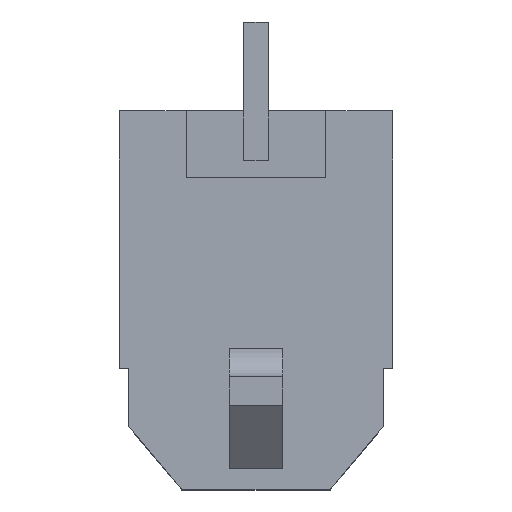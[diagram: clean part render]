
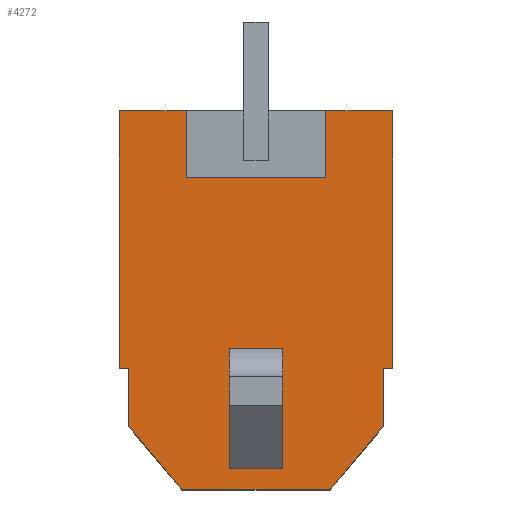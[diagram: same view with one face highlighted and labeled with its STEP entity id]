
A CAD part, top view. The second image highlights one B-rep face of the part: STEP entity #4272.
In plain terms, the highlighted planar face has unit normal (0, 0, 1).
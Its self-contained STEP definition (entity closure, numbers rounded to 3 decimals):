
#80 = VERTEX_POINT('',#81);
#81 = CARTESIAN_POINT('',(-3.325,-1.41,7.45));
#87 = EDGE_CURVE('',#80,#88,#90,.T.);
#88 = VERTEX_POINT('',#89);
#89 = CARTESIAN_POINT('',(-3.325,-2.93,7.45));
#90 = LINE('',#91,#92);
#91 = CARTESIAN_POINT('',(-3.325,-1.41,7.45));
#92 = VECTOR('',#93,1.);
#93 = DIRECTION('',(0.,-1.,0.));
#205 = VERTEX_POINT('',#206);
#206 = CARTESIAN_POINT('',(-3.575,-1.41,7.45));
#212 = EDGE_CURVE('',#205,#80,#213,.T.);
#213 = LINE('',#214,#215);
#214 = CARTESIAN_POINT('',(-3.575,-1.41,7.45));
#215 = VECTOR('',#216,1.);
#216 = DIRECTION('',(1.,0.,0.));
#476 = VERTEX_POINT('',#477);
#477 = CARTESIAN_POINT('',(3.325,-1.41,7.45));
#483 = EDGE_CURVE('',#476,#484,#486,.T.);
#484 = VERTEX_POINT('',#485);
#485 = CARTESIAN_POINT('',(3.575,-1.41,7.45));
#486 = LINE('',#487,#488);
#487 = CARTESIAN_POINT('',(3.325,-1.41,7.45));
#488 = VECTOR('',#489,1.);
#489 = DIRECTION('',(1.,0.,0.));
#610 = VERTEX_POINT('',#611);
#611 = CARTESIAN_POINT('',(3.325,-2.93,7.45));
#617 = EDGE_CURVE('',#476,#610,#618,.T.);
#618 = LINE('',#619,#620);
#619 = CARTESIAN_POINT('',(3.325,-1.41,7.45));
#620 = VECTOR('',#621,1.);
#621 = DIRECTION('',(0.,-1.,0.));
#1578 = VERTEX_POINT('',#1579);
#1579 = CARTESIAN_POINT('',(-3.575,5.33,7.45));
#1585 = EDGE_CURVE('',#1578,#205,#1586,.T.);
#1586 = LINE('',#1587,#1588);
#1587 = CARTESIAN_POINT('',(-3.575,5.33,7.45));
#1588 = VECTOR('',#1589,1.);
#1589 = DIRECTION('',(0.,-1.,0.));
#3775 = VERTEX_POINT('',#3776);
#3776 = CARTESIAN_POINT('',(-1.825,5.33,7.45));
#3782 = EDGE_CURVE('',#3775,#1578,#3783,.T.);
#3783 = LINE('',#3784,#3785);
#3784 = CARTESIAN_POINT('',(-1.825,5.33,7.45));
#3785 = VECTOR('',#3786,1.);
#3786 = DIRECTION('',(-1.,0.,0.));
#3822 = VERTEX_POINT('',#3823);
#3823 = CARTESIAN_POINT('',(3.575,5.33,7.45));
#3829 = EDGE_CURVE('',#3822,#3830,#3832,.T.);
#3830 = VERTEX_POINT('',#3831);
#3831 = CARTESIAN_POINT('',(1.825,5.33,7.45));
#3832 = LINE('',#3833,#3834);
#3833 = CARTESIAN_POINT('',(3.575,5.33,7.45));
#3834 = VECTOR('',#3835,1.);
#3835 = DIRECTION('',(-1.,0.,0.));
#4253 = EDGE_CURVE('',#3830,#4254,#4256,.T.);
#4254 = VERTEX_POINT('',#4255);
#4255 = CARTESIAN_POINT('',(1.825,3.58,7.45));
#4256 = LINE('',#4257,#4258);
#4257 = CARTESIAN_POINT('',(1.825,5.33,7.45));
#4258 = VECTOR('',#4259,1.);
#4259 = DIRECTION('',(0.,-1.,0.));
#4272 = ADVANCED_FACE('',(#4273,#4325),#4359,.T.);
#4273 = FACE_BOUND('',#4274,.F.);
#4274 = EDGE_LOOP('',(#4275,#4283,#4289,#4290,#4291,#4297,#4298,#4299,
    #4307,#4315,#4321,#4322,#4323,#4324));
#4275 = ORIENTED_EDGE('',*,*,#4276,.T.);
#4276 = EDGE_CURVE('',#3775,#4277,#4279,.T.);
#4277 = VERTEX_POINT('',#4278);
#4278 = CARTESIAN_POINT('',(-1.825,3.58,7.45));
#4279 = LINE('',#4280,#4281);
#4280 = CARTESIAN_POINT('',(-1.825,5.33,7.45));
#4281 = VECTOR('',#4282,1.);
#4282 = DIRECTION('',(0.,-1.,0.));
#4283 = ORIENTED_EDGE('',*,*,#4284,.T.);
#4284 = EDGE_CURVE('',#4277,#4254,#4285,.T.);
#4285 = LINE('',#4286,#4287);
#4286 = CARTESIAN_POINT('',(-1.825,3.58,7.45));
#4287 = VECTOR('',#4288,1.);
#4288 = DIRECTION('',(1.,0.,0.));
#4289 = ORIENTED_EDGE('',*,*,#4253,.F.);
#4290 = ORIENTED_EDGE('',*,*,#3829,.F.);
#4291 = ORIENTED_EDGE('',*,*,#4292,.F.);
#4292 = EDGE_CURVE('',#484,#3822,#4293,.T.);
#4293 = LINE('',#4294,#4295);
#4294 = CARTESIAN_POINT('',(3.575,-1.41,7.45));
#4295 = VECTOR('',#4296,1.);
#4296 = DIRECTION('',(0.,1.,0.));
#4297 = ORIENTED_EDGE('',*,*,#483,.F.);
#4298 = ORIENTED_EDGE('',*,*,#617,.T.);
#4299 = ORIENTED_EDGE('',*,*,#4300,.T.);
#4300 = EDGE_CURVE('',#610,#4301,#4303,.T.);
#4301 = VERTEX_POINT('',#4302);
#4302 = CARTESIAN_POINT('',(1.94,-4.58,7.45));
#4303 = LINE('',#4304,#4305);
#4304 = CARTESIAN_POINT('',(3.325,-2.93,7.45));
#4305 = VECTOR('',#4306,1.);
#4306 = DIRECTION('',(-0.643,-0.766,
    0.));
#4307 = ORIENTED_EDGE('',*,*,#4308,.F.);
#4308 = EDGE_CURVE('',#4309,#4301,#4311,.T.);
#4309 = VERTEX_POINT('',#4310);
#4310 = CARTESIAN_POINT('',(-1.94,-4.58,7.45));
#4311 = LINE('',#4312,#4313);
#4312 = CARTESIAN_POINT('',(-1.94,-4.58,7.45));
#4313 = VECTOR('',#4314,1.);
#4314 = DIRECTION('',(1.,0.,0.));
#4315 = ORIENTED_EDGE('',*,*,#4316,.T.);
#4316 = EDGE_CURVE('',#4309,#88,#4317,.T.);
#4317 = LINE('',#4318,#4319);
#4318 = CARTESIAN_POINT('',(-1.94,-4.58,7.45));
#4319 = VECTOR('',#4320,1.);
#4320 = DIRECTION('',(-0.643,0.766,
    0.));
#4321 = ORIENTED_EDGE('',*,*,#87,.F.);
#4322 = ORIENTED_EDGE('',*,*,#212,.F.);
#4323 = ORIENTED_EDGE('',*,*,#1585,.F.);
#4324 = ORIENTED_EDGE('',*,*,#3782,.F.);
#4325 = FACE_BOUND('',#4326,.F.);
#4326 = EDGE_LOOP('',(#4327,#4337,#4345,#4353));
#4327 = ORIENTED_EDGE('',*,*,#4328,.F.);
#4328 = EDGE_CURVE('',#4329,#4331,#4333,.T.);
#4329 = VERTEX_POINT('',#4330);
#4330 = CARTESIAN_POINT('',(-0.7,-4.04,7.45));
#4331 = VERTEX_POINT('',#4332);
#4332 = CARTESIAN_POINT('',(-0.7,-0.88,7.45));
#4333 = LINE('',#4334,#4335);
#4334 = CARTESIAN_POINT('',(-0.7,-4.04,7.45));
#4335 = VECTOR('',#4336,1.);
#4336 = DIRECTION('',(0.,1.,0.));
#4337 = ORIENTED_EDGE('',*,*,#4338,.T.);
#4338 = EDGE_CURVE('',#4329,#4339,#4341,.T.);
#4339 = VERTEX_POINT('',#4340);
#4340 = CARTESIAN_POINT('',(0.7,-4.04,7.45));
#4341 = LINE('',#4342,#4343);
#4342 = CARTESIAN_POINT('',(-0.7,-4.04,7.45));
#4343 = VECTOR('',#4344,1.);
#4344 = DIRECTION('',(1.,0.,0.));
#4345 = ORIENTED_EDGE('',*,*,#4346,.T.);
#4346 = EDGE_CURVE('',#4339,#4347,#4349,.T.);
#4347 = VERTEX_POINT('',#4348);
#4348 = CARTESIAN_POINT('',(0.7,-0.88,7.45));
#4349 = LINE('',#4350,#4351);
#4350 = CARTESIAN_POINT('',(0.7,-4.04,7.45));
#4351 = VECTOR('',#4352,1.);
#4352 = DIRECTION('',(0.,1.,0.));
#4353 = ORIENTED_EDGE('',*,*,#4354,.F.);
#4354 = EDGE_CURVE('',#4331,#4347,#4355,.T.);
#4355 = LINE('',#4356,#4357);
#4356 = CARTESIAN_POINT('',(-0.7,-0.88,7.45));
#4357 = VECTOR('',#4358,1.);
#4358 = DIRECTION('',(1.,0.,0.));
#4359 = PLANE('',#4360);
#4360 = AXIS2_PLACEMENT_3D('',#4361,#4362,#4363);
#4361 = CARTESIAN_POINT('',(-3.325,5.33,7.45));
#4362 = DIRECTION('',(0.,0.,1.));
#4363 = DIRECTION('',(0.,-1.,0.));
